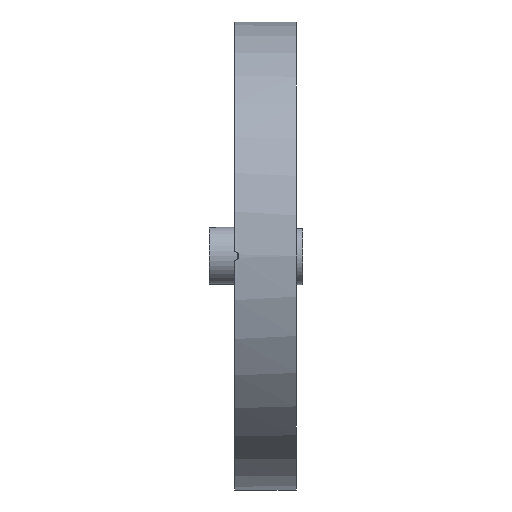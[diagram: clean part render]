
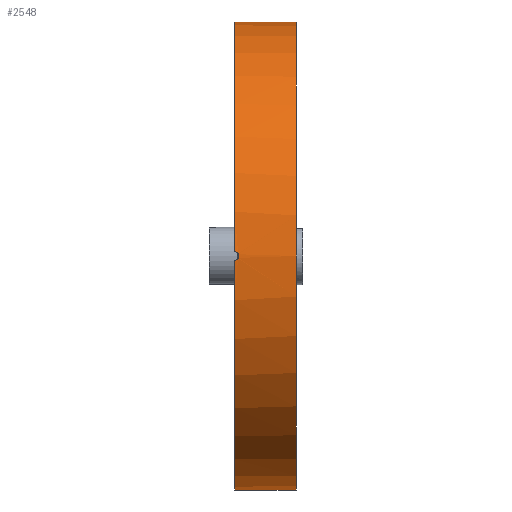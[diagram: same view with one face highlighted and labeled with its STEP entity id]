
A CAD part, left-side view. The second image highlights one B-rep face of the part: STEP entity #2548.
In plain terms, the highlighted cylindrical face has radius 57.15 mm (diameter 114.3 mm), a partial arc.
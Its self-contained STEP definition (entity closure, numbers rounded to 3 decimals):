
#8 = CARTESIAN_POINT ( 'NONE',  ( -57.15, -1., 0.131 ) ) ;
#76 = EDGE_CURVE ( 'NONE', #2000, #3487, #3870, .T. ) ;
#79 = CARTESIAN_POINT ( 'NONE',  ( 0., 0., 0. ) ) ;
#95 = DIRECTION ( 'NONE',  ( 0., 1., 0. ) ) ;
#125 = CARTESIAN_POINT ( 'NONE',  ( 0., -15., 0. ) ) ;
#185 = FACE_OUTER_BOUND ( 'NONE', #2445, .T. ) ;
#187 = CARTESIAN_POINT ( 'NONE',  ( 0., 0., -57.15 ) ) ;
#210 = VECTOR ( 'NONE', #2356, 1000. ) ;
#334 = ORIENTED_EDGE ( 'NONE', *, *, #1692, .T. ) ;
#379 = CARTESIAN_POINT ( 'NONE',  ( -57.15, -0.974, -0.261 ) ) ;
#419 = ORIENTED_EDGE ( 'NONE', *, *, #881, .T. ) ;
#450 = DIRECTION ( 'NONE',  ( 0., 0., 1. ) ) ;
#472 = CARTESIAN_POINT ( 'NONE',  ( 0., -15., 57.15 ) ) ;
#532 = AXIS2_PLACEMENT_3D ( 'NONE', #1235, #3677, #1593 ) ;
#728 = CARTESIAN_POINT ( 'NONE',  ( -57.147, -0.801, -0.613 ) ) ;
#881 = EDGE_CURVE ( 'NONE', #3524, #1848, #1724, .T. ) ;
#901 = VERTEX_POINT ( 'NONE', #187 ) ;
#931 = CARTESIAN_POINT ( 'NONE',  ( 0., -15., 57.15 ) ) ;
#1062 = AXIS2_PLACEMENT_3D ( 'NONE', #125, #95, #1539 ) ;
#1083 = CARTESIAN_POINT ( 'NONE',  ( -57.141, -0.264, -1. ) ) ;
#1235 = CARTESIAN_POINT ( 'NONE',  ( 0., -15., 0. ) ) ;
#1343 = DIRECTION ( 'NONE',  ( 0., 1., 0. ) ) ;
#1421 = CARTESIAN_POINT ( 'NONE',  ( -57.143, -0.504, 0.874 ) ) ;
#1539 = DIRECTION ( 'NONE',  ( 0., 0., 1. ) ) ;
#1593 = DIRECTION ( 'NONE',  ( 0., 0., 1. ) ) ;
#1678 = VECTOR ( 'NONE', #2221, 1000. ) ;
#1692 = EDGE_CURVE ( 'NONE', #1848, #3487, #3629, .T. ) ;
#1724 = CIRCLE ( 'NONE', #532, 57.15 ) ;
#1777 = CARTESIAN_POINT ( 'NONE',  ( -57.147, -0.799, 0.615 ) ) ;
#1848 = VERTEX_POINT ( 'NONE', #931 ) ;
#1871 = VERTEX_POINT ( 'NONE', #2694 ) ;
#1956 = CYLINDRICAL_SURFACE ( 'NONE', #1062, 57.15 ) ;
#2000 = VERTEX_POINT ( 'NONE', #4527 ) ;
#2009 = CARTESIAN_POINT ( 'NONE',  ( 0., -15., -57.15 ) ) ;
#2043 = CARTESIAN_POINT ( 'NONE',  ( 0., -15., -57.15 ) ) ;
#2128 = CARTESIAN_POINT ( 'NONE',  ( -57.15, -0.974, 0.263 ) ) ;
#2175 = CIRCLE ( 'NONE', #3239, 57.15 ) ;
#2221 = DIRECTION ( 'NONE',  ( 0., 1., 0. ) ) ;
#2306 = LINE ( 'NONE', #2009, #210 ) ;
#2356 = DIRECTION ( 'NONE',  ( 0., 1., 0. ) ) ;
#2445 = EDGE_LOOP ( 'NONE', ( #4056, #419, #334, #4287, #2995, #2807 ) ) ;
#2473 = EDGE_CURVE ( 'NONE', #901, #1871, #2175, .T. ) ;
#2478 = CARTESIAN_POINT ( 'NONE',  ( -57.15, -1., -0.13 ) ) ;
#2548 = ADVANCED_FACE ( 'NONE', ( #185 ), #1956, .T. ) ;
#2551 = DIRECTION ( 'NONE',  ( 0., 1., 0. ) ) ;
#2694 = CARTESIAN_POINT ( 'NONE',  ( -57.141, 0., -1. ) ) ;
#2797 = EDGE_CURVE ( 'NONE', #2000, #1871, #3279, .T. ) ;
#2807 = ORIENTED_EDGE ( 'NONE', *, *, #2473, .F. ) ;
#2816 = CARTESIAN_POINT ( 'NONE',  ( -57.141, 0., 1. ) ) ;
#2828 = CARTESIAN_POINT ( 'NONE',  ( -57.148, -0.874, -0.503 ) ) ;
#2995 = ORIENTED_EDGE ( 'NONE', *, *, #2797, .T. ) ;
#3168 = CARTESIAN_POINT ( 'NONE',  ( -57.143, -0.521, -0.893 ) ) ;
#3239 = AXIS2_PLACEMENT_3D ( 'NONE', #79, #2551, #450 ) ;
#3279 = B_SPLINE_CURVE_WITH_KNOTS ( 'NONE', 3,
 ( #2816, #4201, #3503, #1421, #3855, #1777, #4217, #2128, #8, #2478, #379, #2828, #728, #3168, #1083, #3518 ),
 .UNSPECIFIED., .F., .F.,
 ( 4, 2, 2, 2, 2, 2, 2, 4 ),
 ( 0., 0., 0.001, 0.001, 0.002, 0.002, 0.002, 0.003 ),
 .UNSPECIFIED. ) ;
#3431 = CARTESIAN_POINT ( 'NONE',  ( 0., 0., 0. ) ) ;
#3468 = AXIS2_PLACEMENT_3D ( 'NONE', #3431, #1343, #3790 ) ;
#3487 = VERTEX_POINT ( 'NONE', #4493 ) ;
#3503 = CARTESIAN_POINT ( 'NONE',  ( -57.142, -0.262, 0.974 ) ) ;
#3518 = CARTESIAN_POINT ( 'NONE',  ( -57.141, 0., -1. ) ) ;
#3524 = VERTEX_POINT ( 'NONE', #2043 ) ;
#3629 = LINE ( 'NONE', #472, #1678 ) ;
#3677 = DIRECTION ( 'NONE',  ( 0., 1., 0. ) ) ;
#3790 = DIRECTION ( 'NONE',  ( 0., 0., 1. ) ) ;
#3855 = CARTESIAN_POINT ( 'NONE',  ( -57.144, -0.615, 0.799 ) ) ;
#3870 = CIRCLE ( 'NONE', #3468, 57.15 ) ;
#4056 = ORIENTED_EDGE ( 'NONE', *, *, #4143, .F. ) ;
#4143 = EDGE_CURVE ( 'NONE', #3524, #901, #2306, .T. ) ;
#4201 = CARTESIAN_POINT ( 'NONE',  ( -57.141, -0.132, 1. ) ) ;
#4217 = CARTESIAN_POINT ( 'NONE',  ( -57.148, -0.874, 0.503 ) ) ;
#4287 = ORIENTED_EDGE ( 'NONE', *, *, #76, .F. ) ;
#4493 = CARTESIAN_POINT ( 'NONE',  ( 0., 0., 57.15 ) ) ;
#4527 = CARTESIAN_POINT ( 'NONE',  ( -57.141, 0., 1. ) ) ;
